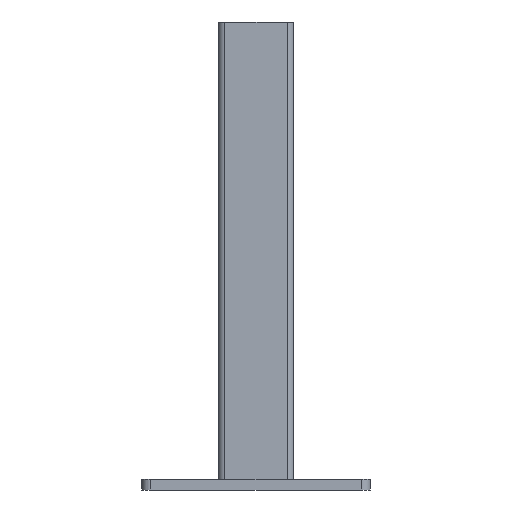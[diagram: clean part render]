
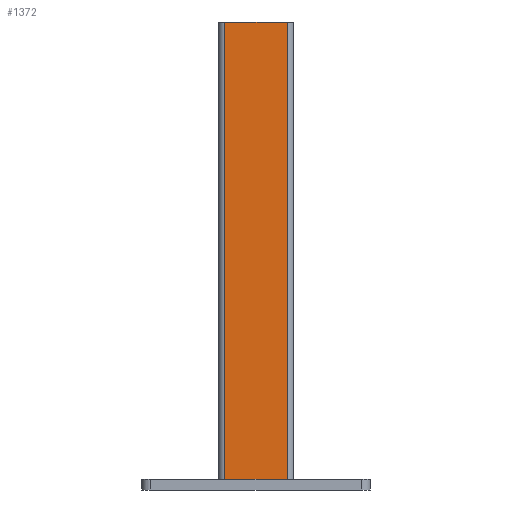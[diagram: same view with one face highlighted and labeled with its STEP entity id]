
A CAD part, left-side view. The second image highlights one B-rep face of the part: STEP entity #1372.
In plain terms, the highlighted planar face has unit normal (-1, 0, 0).
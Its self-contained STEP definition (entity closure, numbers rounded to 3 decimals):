
#102 = ORIENTED_EDGE ( 'NONE', *, *, #909, .T. ) ;
#120 = ORIENTED_EDGE ( 'NONE', *, *, #912, .F. ) ;
#121 = ORIENTED_EDGE ( 'NONE', *, *, #913, .F. ) ;
#127 = ORIENTED_EDGE ( 'NONE', *, *, #903, .T. ) ;
#132 = DIRECTION ( 'NONE',  ( 0., 1., 0. ) ) ;
#134 = DIRECTION ( 'NONE',  ( 1., 0., 0. ) ) ;
#137 = PLANE ( 'NONE',  #1957 ) ;
#155 = CARTESIAN_POINT ( 'NONE',  ( -20.5, 0., 250. ) ) ;
#645 = LINE ( 'NONE', #1526, #713 ) ;
#680 = VERTEX_POINT ( 'NONE', #1422 ) ;
#688 = VERTEX_POINT ( 'NONE', #1426 ) ;
#689 = VERTEX_POINT ( 'NONE', #1427 ) ;
#713 = VECTOR ( 'NONE', #1522, 1000. ) ;
#717 = VERTEX_POINT ( 'NONE', #1442 ) ;
#903 = EDGE_CURVE ( 'NONE', #689, #717, #645, .T. ) ;
#909 = EDGE_CURVE ( 'NONE', #717, #688, #1075, .T. ) ;
#912 = EDGE_CURVE ( 'NONE', #680, #688, #1084, .T. ) ;
#913 = EDGE_CURVE ( 'NONE', #689, #680, #1083, .T. ) ;
#1029 = FACE_OUTER_BOUND ( 'NONE', #2284, .T. ) ;
#1070 = VECTOR ( 'NONE', #1551, 1000. ) ;
#1075 = LINE ( 'NONE', #1533, #1077 ) ;
#1077 = VECTOR ( 'NONE', #1544, 1000. ) ;
#1083 = LINE ( 'NONE', #1547, #1070 ) ;
#1084 = LINE ( 'NONE', #1542, #1096 ) ;
#1096 = VECTOR ( 'NONE', #1532, 1000. ) ;
#1372 = ADVANCED_FACE ( 'NONE', ( #1029 ), #137, .F. ) ;
#1422 = CARTESIAN_POINT ( 'NONE',  ( -20.5, 3.5, 250. ) ) ;
#1426 = CARTESIAN_POINT ( 'NONE',  ( -20.5, 3.5, 0. ) ) ;
#1427 = CARTESIAN_POINT ( 'NONE',  ( -20.5, 37.5, 250. ) ) ;
#1442 = CARTESIAN_POINT ( 'NONE',  ( -20.5, 37.5, 0. ) ) ;
#1522 = DIRECTION ( 'NONE',  ( 0., 0., -1. ) ) ;
#1526 = CARTESIAN_POINT ( 'NONE',  ( -20.5, 37.5, 250. ) ) ;
#1532 = DIRECTION ( 'NONE',  ( 0., 0., -1. ) ) ;
#1533 = CARTESIAN_POINT ( 'NONE',  ( -20.5, 0., 0. ) ) ;
#1542 = CARTESIAN_POINT ( 'NONE',  ( -20.5, 3.5, 250. ) ) ;
#1544 = DIRECTION ( 'NONE',  ( 0., -1., 0. ) ) ;
#1547 = CARTESIAN_POINT ( 'NONE',  ( -20.5, 0., 250. ) ) ;
#1551 = DIRECTION ( 'NONE',  ( 0., -1., 0. ) ) ;
#1957 = AXIS2_PLACEMENT_3D ( 'NONE', #155, #134, #132 ) ;
#2284 = EDGE_LOOP ( 'NONE', ( #102, #120, #121, #127 ) ) ;
